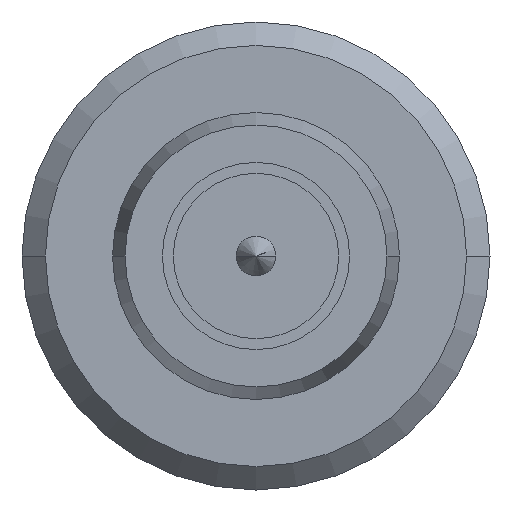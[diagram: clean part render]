
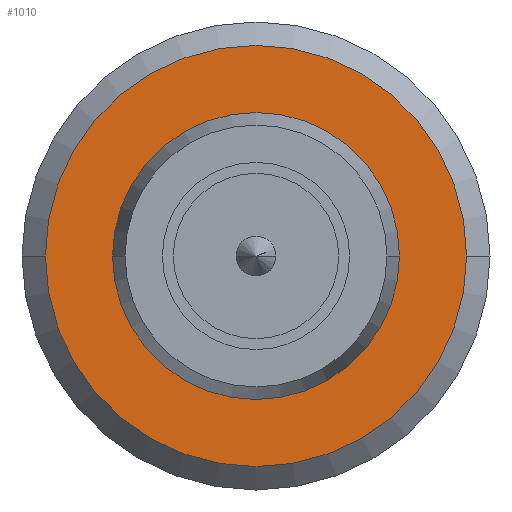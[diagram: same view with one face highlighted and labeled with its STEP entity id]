
A CAD part, left-side view. The second image highlights one B-rep face of the part: STEP entity #1010.
In plain terms, the highlighted planar face has unit normal (-1, 0, 0).
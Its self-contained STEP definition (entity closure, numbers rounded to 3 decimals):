
#83=CARTESIAN_POINT('',(6.,0.,0.));
#84=DIRECTION('',(1.,0.,0.));
#85=DIRECTION('',(0.,1.,0.));
#86=AXIS2_PLACEMENT_3D('',#83,#84,#85);
#97=CARTESIAN_POINT('',(6.,0.,0.));
#98=DIRECTION('',(-1.,0.,0.));
#99=DIRECTION('',(0.,1.,0.));
#100=AXIS2_PLACEMENT_3D('',#97,#98,#99);
#119=CARTESIAN_POINT('',(6.,0.,0.));
#120=DIRECTION('',(-1.,0.,0.));
#121=DIRECTION('',(0.,1.,0.));
#122=AXIS2_PLACEMENT_3D('',#119,#120,#121);
#124=CARTESIAN_POINT('',(6.,0.,0.));
#125=DIRECTION('',(-1.,0.,0.));
#126=DIRECTION('',(0.,-1.,0.));
#127=AXIS2_PLACEMENT_3D('',#124,#125,#126);
#707=CARTESIAN_POINT('',(6.,1.84,0.));
#708=CARTESIAN_POINT('',(6.,-1.84,0.));
#709=VERTEX_POINT('',#707);
#710=VERTEX_POINT('',#708);
#727=CARTESIAN_POINT('',(6.,2.7,0.));
#728=CARTESIAN_POINT('',(6.,-2.7,0.));
#729=VERTEX_POINT('',#727);
#730=VERTEX_POINT('',#728);
#995=CARTESIAN_POINT('',(6.,0.,0.));
#996=DIRECTION('',(1.,0.,0.));
#997=DIRECTION('',(0.,-1.,0.));
#998=AXIS2_PLACEMENT_3D('',#995,#996,#997);
#999=PLANE('',#998);
#1001=ORIENTED_EDGE('',*,*,#1000,.F.);
#1003=ORIENTED_EDGE('',*,*,#1002,.F.);
#1004=EDGE_LOOP('',(#1001,#1003));
#1005=FACE_OUTER_BOUND('',#1004,.F.);
#1006=ORIENTED_EDGE('',*,*,#962,.F.);
#1007=ORIENTED_EDGE('',*,*,#977,.T.);
#1008=EDGE_LOOP('',(#1006,#1007));
#1009=FACE_BOUND('',#1008,.F.);
#1010=ADVANCED_FACE('',(#1005,#1009),#999,.F.);
#87=CIRCLE('',#86,1.84);
#101=CIRCLE('',#100,1.84);
#123=CIRCLE('',#122,2.7);
#128=CIRCLE('',#127,2.7);
#962=EDGE_CURVE('',#709,#710,#87,.T.);
#977=EDGE_CURVE('',#709,#710,#101,.T.);
#1000=EDGE_CURVE('',#729,#730,#123,.T.);
#1002=EDGE_CURVE('',#730,#729,#128,.T.);
